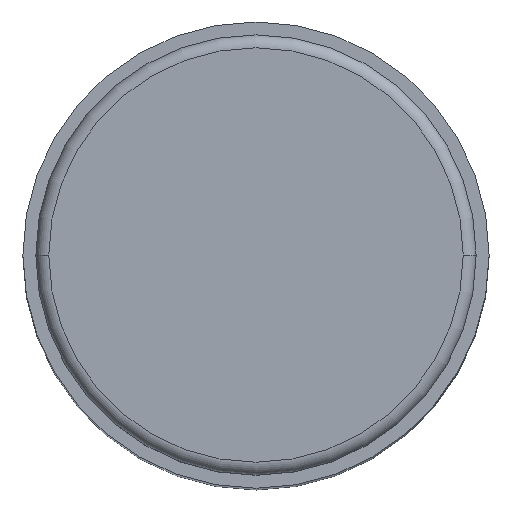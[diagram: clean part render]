
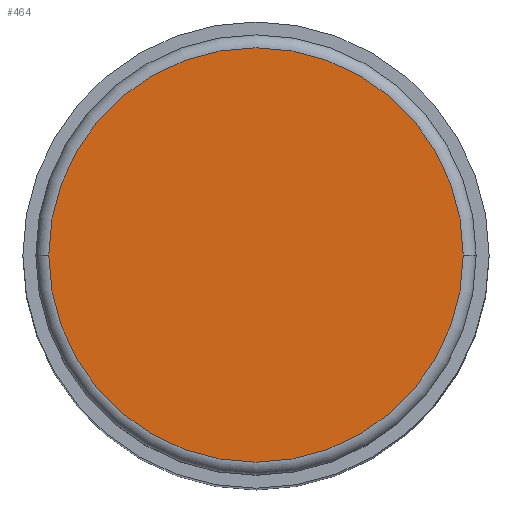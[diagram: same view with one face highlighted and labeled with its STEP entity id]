
A CAD part, top view. The second image highlights one B-rep face of the part: STEP entity #464.
In plain terms, the highlighted planar face has unit normal (0, 0, 1).
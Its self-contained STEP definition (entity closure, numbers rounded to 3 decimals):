
#56=CARTESIAN_POINT('',(0.,0.,0.));
#57=DIRECTION('',(0.,0.,1.));
#58=DIRECTION('',(1.,0.,0.));
#59=AXIS2_PLACEMENT_3D('',#56,#57,#58);
#65=CARTESIAN_POINT('',(0.,0.,0.));
#66=DIRECTION('',(0.,0.,1.));
#67=DIRECTION('',(-1.,0.,0.));
#68=AXIS2_PLACEMENT_3D('',#65,#66,#67);
#409=CARTESIAN_POINT('',(8.,0.,0.));
#410=CARTESIAN_POINT('',(-8.,0.,0.));
#411=VERTEX_POINT('',#409);
#412=VERTEX_POINT('',#410);
#453=CARTESIAN_POINT('',(0.,0.,0.));
#454=DIRECTION('',(0.,0.,1.));
#455=DIRECTION('',(1.,0.,0.));
#456=AXIS2_PLACEMENT_3D('',#453,#454,#455);
#457=PLANE('',#456);
#459=ORIENTED_EDGE('',*,*,#458,.F.);
#461=ORIENTED_EDGE('',*,*,#460,.F.);
#462=EDGE_LOOP('',(#459,#461));
#463=FACE_OUTER_BOUND('',#462,.F.);
#464=ADVANCED_FACE('',(#463),#457,.T.);
#60=CIRCLE('',#59,8.);
#69=CIRCLE('',#68,8.);
#458=EDGE_CURVE('',#411,#412,#60,.T.);
#460=EDGE_CURVE('',#412,#411,#69,.T.);
